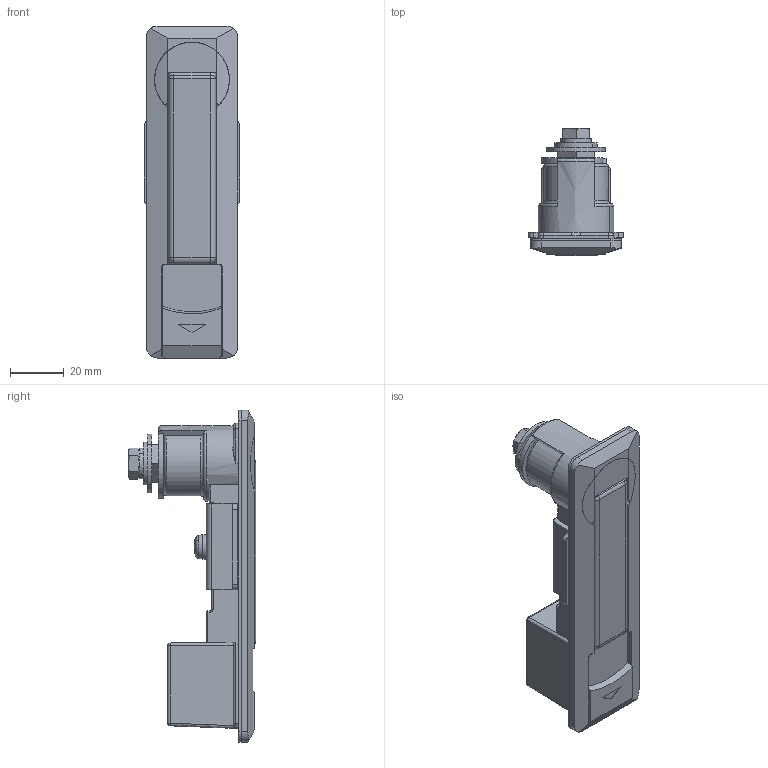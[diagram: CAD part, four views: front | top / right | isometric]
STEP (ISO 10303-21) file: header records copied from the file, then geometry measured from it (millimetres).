
FILE_DESCRIPTION((''),'2;1');
FILE_NAME('','2006-01-17T11:17:20',(''),(''),'','CADfix','');
FILE_SCHEMA(('AUTOMOTIVE_DESIGN'));
Length unit declared in the file: millimetre
Products named in the file (12): handle; washer_B; washer_A; shaft; screw; packing; control_cam; case; bracket; bolt; base; THA_302J_3_30079_36
Assembly tree (11 placements, depth 2):
  THA_302J_3_30079_36
    handle
    washer_B
    washer_A
    shaft
    screw
    packing
    control_cam
    case
    bracket
    bolt
    base
Bounding box: 35.5 x 47.5 x 124 mm (x, y, z)
Volume: 55273.3 mm3; surface area: 44165.6 mm2
Topology: 11 solids, 11 shells, 447 faces, 1337 edges, 925 vertices
Faces by surface type: bspline 447
Entity records: 21403 total; most frequent: CARTESIAN_POINT 13195, ORIENTED_EDGE 2666, EDGE_CURVE 1333, VERTEX_POINT 925, QUASI_UNIFORM_CURVE 711, B_SPLINE_CURVE_WITH_KNOTS 580, EDGE_LOOP 486, FACE_OUTER_BOUND 447
